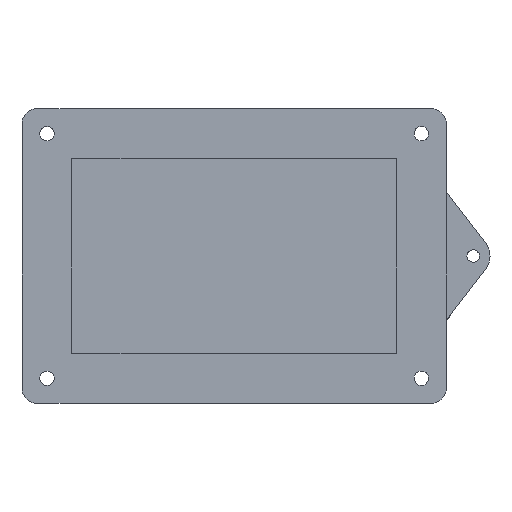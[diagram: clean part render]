
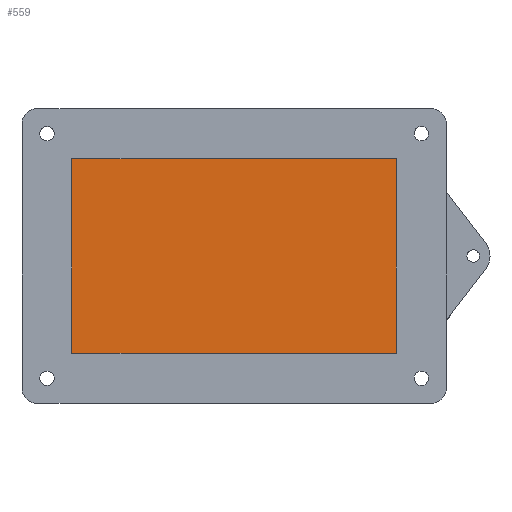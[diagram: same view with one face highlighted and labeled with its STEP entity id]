
A CAD part, top view. The second image highlights one B-rep face of the part: STEP entity #559.
In plain terms, the highlighted planar face has unit normal (0, 0, 1).
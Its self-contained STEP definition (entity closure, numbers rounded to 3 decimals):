
#61=FACE_OUTER_BOUND('',#98,.T.);
#98=EDGE_LOOP('',(#472,#473,#474,#475));
#142=LINE('',#816,#197);
#149=LINE('',#829,#204);
#170=LINE('',#880,#225);
#172=LINE('',#883,#227);
#197=VECTOR('',#652,10.);
#204=VECTOR('',#661,10.);
#225=VECTOR('',#716,10.);
#227=VECTOR('',#720,10.);
#259=VERTEX_POINT('',#813);
#260=VERTEX_POINT('',#815);
#265=VERTEX_POINT('',#827);
#278=VERTEX_POINT('',#879);
#310=EDGE_CURVE('',#260,#259,#142,.T.);
#317=EDGE_CURVE('',#259,#265,#149,.T.);
#342=EDGE_CURVE('',#278,#260,#170,.T.);
#344=EDGE_CURVE('',#265,#278,#172,.T.);
#472=ORIENTED_EDGE('',*,*,#317,.T.);
#473=ORIENTED_EDGE('',*,*,#344,.T.);
#474=ORIENTED_EDGE('',*,*,#342,.T.);
#475=ORIENTED_EDGE('',*,*,#310,.T.);
#531=PLANE('',#608);
#559=ADVANCED_FACE('',(#61),#531,.T.);
#608=AXIS2_PLACEMENT_3D('',#900,#741,#742);
#652=DIRECTION('',(0.,-1.,0.));
#661=DIRECTION('',(1.,0.,0.));
#716=DIRECTION('',(-1.,0.,0.));
#720=DIRECTION('',(0.,1.,0.));
#741=DIRECTION('center_axis',(0.,0.,1.));
#742=DIRECTION('ref_axis',(1.,0.,0.));
#813=CARTESIAN_POINT('',(-32.5,-19.5,3.));
#815=CARTESIAN_POINT('',(-32.5,19.5,3.));
#816=CARTESIAN_POINT('',(-32.5,-19.5,3.));
#827=CARTESIAN_POINT('',(32.5,-19.5,3.));
#829=CARTESIAN_POINT('',(32.5,-19.5,3.));
#879=CARTESIAN_POINT('',(32.5,19.5,3.));
#880=CARTESIAN_POINT('',(-32.5,19.5,3.));
#883=CARTESIAN_POINT('',(32.5,19.5,3.));
#900=CARTESIAN_POINT('Origin',(0.,0.,
3.));
